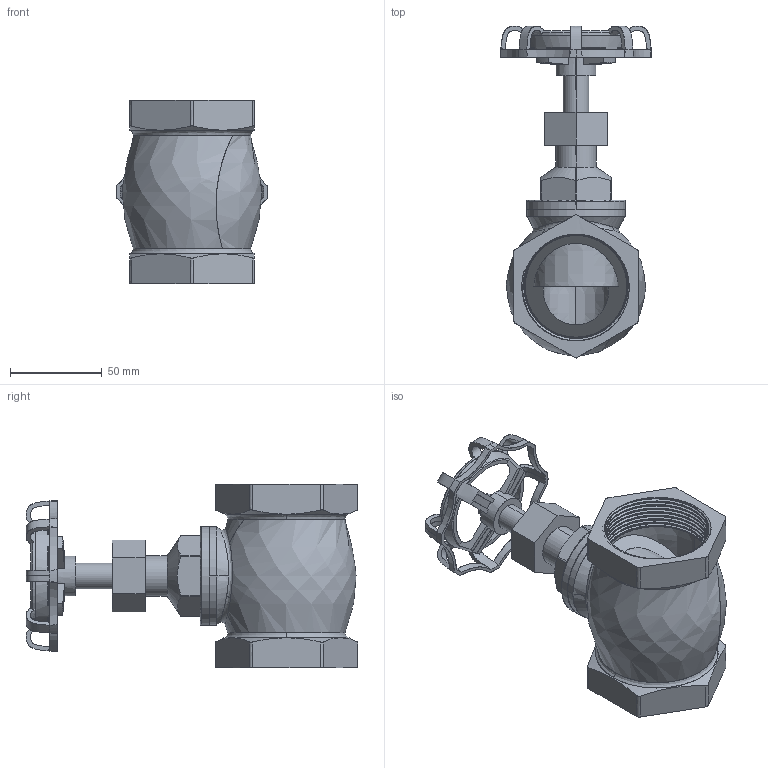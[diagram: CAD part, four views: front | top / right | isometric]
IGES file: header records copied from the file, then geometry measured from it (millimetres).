
Start section: SolidWorks IGES file using analytic representation for surfaces
Bounding box: 82.15 x 180.95 x 100.01 mm (x, y, z)
Surface area: 89145.4 mm2 (no closed solid volume)
Topology: 0 solids, 0 shells, 357 faces, 13721 edges, 13716 vertices
Faces by surface type: bspline 189, revolution 168
